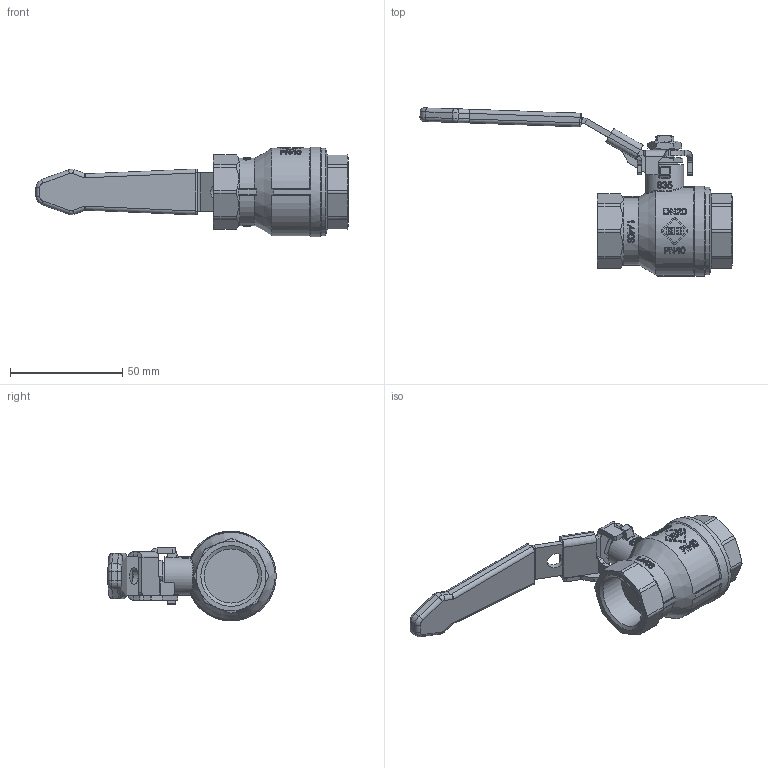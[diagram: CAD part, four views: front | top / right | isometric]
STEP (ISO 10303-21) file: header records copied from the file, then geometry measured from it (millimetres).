
FILE_DESCRIPTION(/* description */ (''),/* implementation_level */ '2;1');
FILE_NAME(/* name */ '835_835_0_20.stp',/* time_stamp */ '2021-09-27T12:08:13+02:00',/* author */ ('sga-ext'),/* organization */ (''),/* preprocessor_version */ 'ST-DEVELOPER v18.1',/* originating_system */ 'Autodesk Inventor 2021',/* authorisation */ '');
FILE_SCHEMA (('AUTOMOTIVE_DESIGN { 1 0 10303 214 3 1 1 }'));
Products named in the file (1): ENG-068166
Bounding box: 138.91 x 74.87 x 40 mm (x, y, z)
Volume: 61909.2 mm3; surface area: 19810.4 mm2
Topology: 2 solids, 4 shells, 1303 faces, 3401 edges, 2216 vertices
Faces by surface type: plane 617, bspline 426, cylinder 197, cone 41, torus 14, sphere 8
Full cylindrical faces by diameter (mm): 7.5 x1, 8 x1, 11.334 x1, 11.5 x1, 11.8 x1, 12 x1, 13 x1, 17 x1, 24.117 x2, 39 x1, 40 x1
Entity records: 47593 total; most frequent: CARTESIAN_POINT 17112, ORIENTED_EDGE 6802, DIRECTION 4633, EDGE_CURVE 3401, VERTEX_POINT 2216, LINE 1851, VECTOR 1851, EDGE_LOOP 1423
